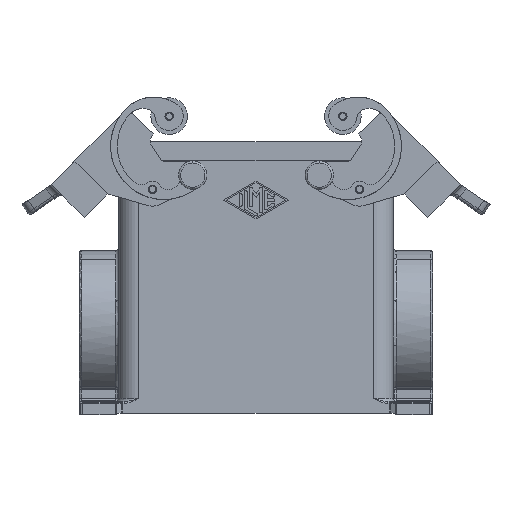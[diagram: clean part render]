
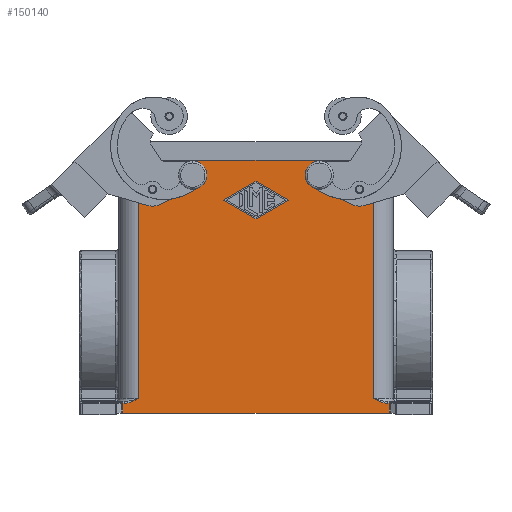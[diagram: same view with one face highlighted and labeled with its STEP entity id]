
A CAD part, front view. The second image highlights one B-rep face of the part: STEP entity #150140.
In plain terms, the highlighted planar face has unit normal (0, -1, 0).
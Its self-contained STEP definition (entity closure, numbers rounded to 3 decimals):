
#9670=CARTESIAN_POINT('',(-19.,-27.65,17.));
#9680=VERTEX_POINT('',#9670);
#9710=CARTESIAN_POINT('',(-19.,-27.65,19.5));
#9720=DIRECTION('',(0.,1.,0.));
#9730=DIRECTION('',(0.,0.,1.));
#9740=AXIS2_PLACEMENT_3D('',#9710,#9720,#9730);
#9750=CIRCLE('',#9740,2.5);
#9760=CARTESIAN_POINT('',(-19.,-27.65,22.));
#9770=VERTEX_POINT('',#9760);
#9780=EDGE_CURVE('',#9680,#9770,#9750,.T.);
#19570=CARTESIAN_POINT('',(19.,-27.65,17.));
#19580=VERTEX_POINT('',#19570);
#19610=CARTESIAN_POINT('',(19.,-27.65,19.5));
#19620=DIRECTION('',(0.,1.,0.));
#19630=DIRECTION('',(0.,0.,1.));
#19640=AXIS2_PLACEMENT_3D('',#19610,#19620,#19630);
#19650=CIRCLE('',#19640,2.5);
#19660=CARTESIAN_POINT('',(19.,-27.65,22.));
#19670=VERTEX_POINT('',#19660);
#19680=EDGE_CURVE('',#19580,#19670,#19650,.T.);
#84480=CARTESIAN_POINT('',(40.,-27.65,-49.));
#84490=VERTEX_POINT('',#84480);
#84520=CARTESIAN_POINT('',(39.58,-27.65,-49.));
#84530=DIRECTION('',(1.,0.,0.));
#84540=VECTOR('',#84530,0.42);
#84550=LINE('',#84520,#84540);
#84560=CARTESIAN_POINT('',(39.58,-27.65,-49.));
#84570=VERTEX_POINT('',#84560);
#84580=EDGE_CURVE('',#84570,#84490,#84550,.T.);
#91840=CARTESIAN_POINT('',(-40.,-27.65,-49.));
#91850=VERTEX_POINT('',#91840);
#91880=CARTESIAN_POINT('',(-40.,-27.65,-52.));
#91890=DIRECTION('',(0.,0.,1.));
#91900=VECTOR('',#91890,3.);
#91910=LINE('',#91880,#91900);
#91920=CARTESIAN_POINT('',(-40.,-27.65,-52.));
#91930=VERTEX_POINT('',#91920);
#91940=EDGE_CURVE('',#91930,#91850,#91910,.T.);
#106620=CARTESIAN_POINT('',(-39.58,-27.65,-49.));
#106630=VERTEX_POINT('',#106620);
#106660=CARTESIAN_POINT('',(-40.,-27.65,-49.));
#106670=DIRECTION('',(1.,0.,0.));
#106680=VECTOR('',#106670,0.42);
#106690=LINE('',#106660,#106680);
#106700=EDGE_CURVE('',#91850,#106630,#106690,.T.);
#107680=CARTESIAN_POINT('',(-35.25,-27.65,-47.5));
#107690=VERTEX_POINT('',#107680);
#107720=CARTESIAN_POINT('',(-39.58,-27.65,-49.));
#107730=CARTESIAN_POINT('',(-39.388,-27.65,-49.));
#107740=CARTESIAN_POINT('',(-39.195,-27.65,-48.986))
;
#107750=CARTESIAN_POINT('',(-38.697,-27.65,-48.92))
;
#107760=CARTESIAN_POINT('',(-38.393,-27.65,-48.851))
;
#107770=CARTESIAN_POINT('',(-37.623,-27.65,-48.626))
;
#107780=CARTESIAN_POINT('',(-37.167,-27.65,-48.441));
#107790=CARTESIAN_POINT('',(-36.221,-27.65,-48.007))
;
#107800=CARTESIAN_POINT('',(-35.734,-27.65,-47.753))
;
#107810=CARTESIAN_POINT('',(-35.25,-27.65,-47.5));
#107820=B_SPLINE_CURVE_WITH_KNOTS('',3,(#107720,#107730,#107740,#107750,
#107760,#107770,#107780,#107790,#107800,#107810),.UNSPECIFIED.,.F.,.F.,(
4,2,2,2,4),(0.,0.058,0.15,
0.298,0.462),.UNSPECIFIED.);
#107830=EDGE_CURVE('',#106630,#107690,#107820,.T.);
#121590=CARTESIAN_POINT('',(35.25,-27.65,-47.5));
#121600=CARTESIAN_POINT('',(35.734,-27.65,-47.753));
#121610=CARTESIAN_POINT('',(36.221,-27.65,-48.007));
#121620=CARTESIAN_POINT('',(37.167,-27.65,-48.441));
#121630=CARTESIAN_POINT('',(37.623,-27.65,-48.626));
#121640=CARTESIAN_POINT('',(38.393,-27.65,-48.851));
#121650=CARTESIAN_POINT('',(38.697,-27.65,-48.92));
#121660=CARTESIAN_POINT('',(39.195,-27.65,-48.986));
#121670=CARTESIAN_POINT('',(39.388,-27.65,-49.));
#121680=CARTESIAN_POINT('',(39.58,-27.65,-49.));
#121690=B_SPLINE_CURVE_WITH_KNOTS('',3,(#121590,#121600,#121610,#121620,
#121630,#121640,#121650,#121660,#121670,#121680),.UNSPECIFIED.,.F.,.F.,(
4,2,2,2,4),(-0.001,0.163,0.311,
0.403,0.461),.UNSPECIFIED.);
#121700=CARTESIAN_POINT('',(35.25,-27.65,-47.5));
#121710=VERTEX_POINT('',#121700);
#121720=EDGE_CURVE('',#121710,#84570,#121690,.T.);
#133610=CARTESIAN_POINT('',(35.25,-27.65,24.));
#133620=DIRECTION('',(0.,0.,-1.));
#133630=VECTOR('',#133620,71.5);
#133640=LINE('',#133610,#133630);
#133650=CARTESIAN_POINT('',(35.25,-27.65,24.));
#133660=VERTEX_POINT('',#133650);
#133670=EDGE_CURVE('',#133660,#121710,#133640,.T.);
#143260=CARTESIAN_POINT('',(-35.25,-27.65,24.));
#143270=VERTEX_POINT('',#143260);
#143300=CARTESIAN_POINT('',(-35.25,-27.65,24.));
#143310=DIRECTION('',(0.,0.,-1.));
#143320=VECTOR('',#143310,71.5);
#143330=LINE('',#143300,#143320);
#143340=EDGE_CURVE('',#143270,#107690,#143330,.T.);
#144950=CARTESIAN_POINT('',(40.,-27.65,-52.));
#144960=DIRECTION('',(-1.,0.,0.));
#144970=VECTOR('',#144960,80.);
#144980=LINE('',#144950,#144970);
#144990=CARTESIAN_POINT('',(40.,-27.65,-52.));
#145000=VERTEX_POINT('',#144990);
#145010=EDGE_CURVE('',#145000,#91930,#144980,.T.);
#147000=CARTESIAN_POINT('',(40.,-27.65,-49.));
#147010=DIRECTION('',(0.,0.,-1.));
#147020=VECTOR('',#147010,3.);
#147030=LINE('',#147000,#147020);
#147040=EDGE_CURVE('',#84490,#145000,#147030,.T.);
#149380=CARTESIAN_POINT('',(35.25,-27.65,1.5));
#149390=DIRECTION('',(0.,-1.,0.));
#149400=DIRECTION('',(0.,0.,-1.));
#149410=AXIS2_PLACEMENT_3D('',#149380,#149390,#149400);
#149420=PLANE('',#149410);
#149430=ORIENTED_EDGE('',*,*,#107830,.F.);
#149440=ORIENTED_EDGE('',*,*,#143340,.T.);
#149450=CARTESIAN_POINT('',(35.25,-27.65,24.));
#149460=DIRECTION('',(-1.,0.,0.));
#149470=VECTOR('',#149460,70.5);
#149480=LINE('',#149450,#149470);
#149490=EDGE_CURVE('',#133660,#143270,#149480,.T.);
#149500=ORIENTED_EDGE('',*,*,#149490,.T.);
#149510=ORIENTED_EDGE('',*,*,#133670,.F.);
#149520=ORIENTED_EDGE('',*,*,#121720,.F.);
#149530=ORIENTED_EDGE('',*,*,#84580,.F.);
#149540=ORIENTED_EDGE('',*,*,#147040,.F.);
#149550=ORIENTED_EDGE('',*,*,#145010,.F.);
#149560=ORIENTED_EDGE('',*,*,#91940,.F.);
#149570=ORIENTED_EDGE('',*,*,#106700,.F.);
#149580=EDGE_LOOP('',(#149570,#149560,#149550,#149540,#149530,#149520,
#149510,#149500,#149440,#149430));
#149590=FACE_OUTER_BOUND('',#149580,.T.);
#149600=CARTESIAN_POINT('',(-19.,-27.65,19.5));
#149610=DIRECTION('',(0.,1.,0.));
#149620=DIRECTION('',(0.,0.,1.));
#149630=AXIS2_PLACEMENT_3D('',#149600,#149610,#149620);
#149640=CIRCLE('',#149630,2.5);
#149650=EDGE_CURVE('',#9770,#9680,#149640,.T.);
#149660=ORIENTED_EDGE('',*,*,#149650,.T.);
#149670=ORIENTED_EDGE('',*,*,#9780,.T.);
#149680=EDGE_LOOP('',(#149670,#149660));
#149690=FACE_BOUND('',#149680,.T.);
#149700=CARTESIAN_POINT('',(19.,-27.65,19.5));
#149710=DIRECTION('',(0.,1.,0.));
#149720=DIRECTION('',(0.,0.,1.));
#149730=AXIS2_PLACEMENT_3D('',#149700,#149710,#149720);
#149740=CIRCLE('',#149730,2.5);
#149750=EDGE_CURVE('',#19670,#19580,#149740,.T.);
#149760=ORIENTED_EDGE('',*,*,#149750,.T.);
#149770=ORIENTED_EDGE('',*,*,#19680,.T.);
#149780=EDGE_LOOP('',(#149770,#149760));
#149790=FACE_BOUND('',#149780,.T.);
#149800=CARTESIAN_POINT('',(9.75,-27.65,12.));
#149810=DIRECTION('',(-0.866,0.,-0.5));
#149820=VECTOR('',#149810,11.256);
#149830=LINE('',#149800,#149820);
#149840=CARTESIAN_POINT('',(9.75,-27.65,12.));
#149850=VERTEX_POINT('',#149840);
#149860=CARTESIAN_POINT('',(0.,-27.65,6.375));
#149870=VERTEX_POINT('',#149860);
#149880=EDGE_CURVE('',#149850,#149870,#149830,.T.);
#149890=ORIENTED_EDGE('',*,*,#149880,.T.);
#149900=CARTESIAN_POINT('',(0.,-27.65,17.625));
#149910=DIRECTION('',(0.866,0.,-0.5));
#149920=VECTOR('',#149910,11.256);
#149930=LINE('',#149900,#149920);
#149940=CARTESIAN_POINT('',(0.,-27.65,17.625));
#149950=VERTEX_POINT('',#149940);
#149960=EDGE_CURVE('',#149950,#149850,#149930,.T.);
#149970=ORIENTED_EDGE('',*,*,#149960,.T.);
#149980=CARTESIAN_POINT('',(-9.75,-27.65,12.));
#149990=DIRECTION('',(0.866,0.,0.5));
#150000=VECTOR('',#149990,11.256);
#150010=LINE('',#149980,#150000);
#150020=CARTESIAN_POINT('',(-9.75,-27.65,12.));
#150030=VERTEX_POINT('',#150020);
#150040=EDGE_CURVE('',#150030,#149950,#150010,.T.);
#150050=ORIENTED_EDGE('',*,*,#150040,.T.);
#150060=CARTESIAN_POINT('',(0.,-27.65,6.375));
#150070=DIRECTION('',(-0.866,0.,0.5));
#150080=VECTOR('',#150070,11.256);
#150090=LINE('',#150060,#150080);
#150100=EDGE_CURVE('',#149870,#150030,#150090,.T.);
#150110=ORIENTED_EDGE('',*,*,#150100,.T.);
#150120=EDGE_LOOP('',(#150110,#150050,#149970,#149890));
#150130=FACE_BOUND('',#150120,.T.);
#150140=ADVANCED_FACE('',(#149590,#149690,#149790,#150130),#149420,.T.);
